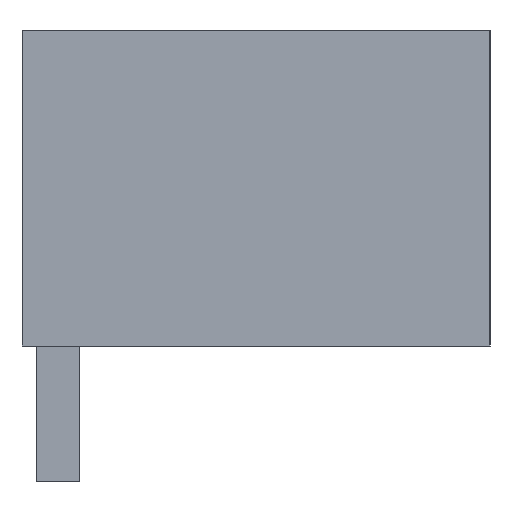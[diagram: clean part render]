
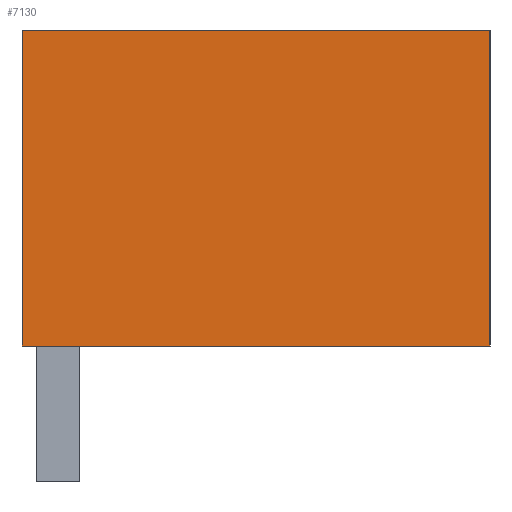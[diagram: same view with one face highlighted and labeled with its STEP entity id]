
A CAD part, left-side view. The second image highlights one B-rep face of the part: STEP entity #7130.
In plain terms, the highlighted planar face has unit normal (-1, 0, 0).
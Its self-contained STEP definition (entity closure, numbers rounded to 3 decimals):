
#7117=AXIS2_PLACEMENT_3D('Plane Axis2P3D',#7114,#7115,#7116) ;
#2516=CARTESIAN_POINT('Vertex',(0.,11.05,3.2)) ;
#2519=CARTESIAN_POINT('Line Origine',(0.,11.05,6.925)) ;
#2523=CARTESIAN_POINT('Vertex',(0.,11.05,10.65)) ;
#2943=CARTESIAN_POINT('Line Origine',(0.,5.525,3.2)) ;
#2947=CARTESIAN_POINT('Vertex',(0.,0.,3.2)) ;
#6024=CARTESIAN_POINT('Line Origine',(0.,5.525,10.65)) ;
#6028=CARTESIAN_POINT('Vertex',(0.,0.,10.65)) ;
#7114=CARTESIAN_POINT('Axis2P3D Location',(0.,-2.377,0.)) ;
#7119=CARTESIAN_POINT('Line Origine',(0.,0.,6.925)) ;
#2520=DIRECTION('Vector Direction',(0.,0.,-1.)) ;
#2944=DIRECTION('Vector Direction',(0.,1.,0.)) ;
#6025=DIRECTION('Vector Direction',(0.,-1.,0.)) ;
#7115=DIRECTION('Axis2P3D Direction',(1.,-0.,0.)) ;
#7116=DIRECTION('Axis2P3D XDirection',(0.,1.,0.)) ;
#7120=DIRECTION('Vector Direction',(0.,0.,1.)) ;
#2521=VECTOR('Line Direction',#2520,1.) ;
#2945=VECTOR('Line Direction',#2944,1.) ;
#6026=VECTOR('Line Direction',#6025,1.) ;
#7121=VECTOR('Line Direction',#7120,1.) ;
#7125=ORIENTED_EDGE('',*,*,#6030,.F.) ;
#7126=ORIENTED_EDGE('',*,*,#2525,.T.) ;
#7127=ORIENTED_EDGE('',*,*,#2949,.F.) ;
#7128=ORIENTED_EDGE('',*,*,#7123,.T.) ;
#7130=ADVANCED_FACE('HOUSING',(#7129),#7118,.F.) ;
#2525=EDGE_CURVE('',#2524,#2517,#2522,.T.) ;
#2949=EDGE_CURVE('',#2948,#2517,#2946,.T.) ;
#6030=EDGE_CURVE('',#2524,#6029,#6027,.T.) ;
#7123=EDGE_CURVE('',#2948,#6029,#7122,.T.) ;
#7124=EDGE_LOOP('',(#7125,#7126,#7127,#7128)) ;
#7129=FACE_OUTER_BOUND('',#7124,.T.) ;
#2522=LINE('Line',#2519,#2521) ;
#2946=LINE('Line',#2943,#2945) ;
#6027=LINE('Line',#6024,#6026) ;
#7122=LINE('Line',#7119,#7121) ;
#7118=PLANE('',#7117) ;
#2517=VERTEX_POINT('',#2516) ;
#2524=VERTEX_POINT('',#2523) ;
#2948=VERTEX_POINT('',#2947) ;
#6029=VERTEX_POINT('',#6028) ;
